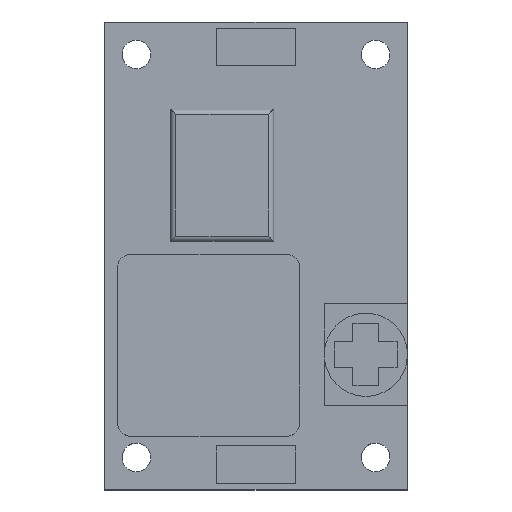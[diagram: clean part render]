
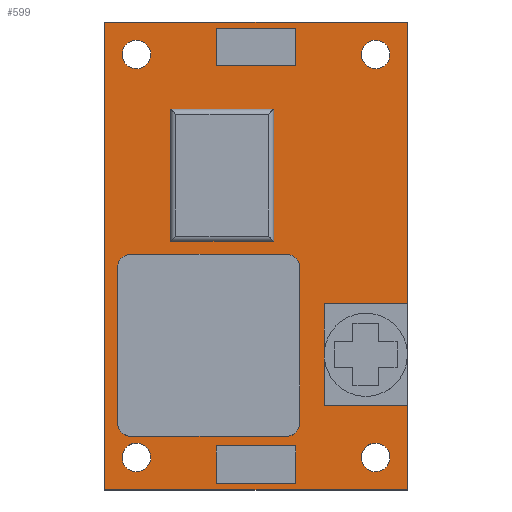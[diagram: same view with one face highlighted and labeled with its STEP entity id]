
A CAD part, top view. The second image highlights one B-rep face of the part: STEP entity #599.
In plain terms, the highlighted planar face has unit normal (0, 0, 1).
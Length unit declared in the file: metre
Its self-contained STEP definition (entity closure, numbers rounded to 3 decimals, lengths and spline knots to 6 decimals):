
#599 = ADVANCED_FACE( '', ( #1313, #1314, #1315, #1316, #1317 ), #1318, .T. );
#1313 = FACE_BOUND( '', #2175, .T. );
#1314 = FACE_BOUND( '', #2176, .T. );
#1315 = FACE_BOUND( '', #2177, .T. );
#1316 = FACE_OUTER_BOUND( '', #2178, .T. );
#1317 = FACE_BOUND( '', #2179, .T. );
#1318 = PLANE( '', #2180 );
#2175 = EDGE_LOOP( '', ( #4031 ) );
#2176 = EDGE_LOOP( '', ( #4032 ) );
#2177 = EDGE_LOOP( '', ( #4033 ) );
#2178 = EDGE_LOOP( '', ( #4034, #4035, #4036, #4037 ) );
#2179 = EDGE_LOOP( '', ( #4038 ) );
#2180 = AXIS2_PLACEMENT_3D( '', #4039, #4040, #4041 );
#4031 = ORIENTED_EDGE( '', *, *, #5665, .T. );
#4032 = ORIENTED_EDGE( '', *, *, #5821, .F. );
#4033 = ORIENTED_EDGE( '', *, *, #5216, .F. );
#4034 = ORIENTED_EDGE( '', *, *, #5822, .T. );
#4035 = ORIENTED_EDGE( '', *, *, #5221, .T. );
#4036 = ORIENTED_EDGE( '', *, *, #5450, .F. );
#4037 = ORIENTED_EDGE( '', *, *, #5630, .F. );
#4038 = ORIENTED_EDGE( '', *, *, #5072, .T. );
#4039 = CARTESIAN_POINT( '', ( 0., 0., 0.0016 ) );
#4040 = DIRECTION( '', ( 0., 0., 1. ) );
#4041 = DIRECTION( '', ( 1., 0., 0. ) );
#5072 = EDGE_CURVE( '', #6059, #6059, #6060, .T. );
#5216 = EDGE_CURVE( '', #6333, #6333, #6334, .T. );
#5221 = EDGE_CURVE( '', #6343, #6341, #6344, .T. );
#5450 = EDGE_CURVE( '', #6716, #6341, #6718, .T. );
#5630 = EDGE_CURVE( '', #7000, #6716, #7002, .T. );
#5665 = EDGE_CURVE( '', #7051, #7051, #7052, .T. );
#5821 = EDGE_CURVE( '', #7260, #7260, #7261, .T. );
#5822 = EDGE_CURVE( '', #7000, #6343, #7262, .T. );
#6059 = VERTEX_POINT( '', #7526 );
#6060 = CIRCLE( '', #7527, 0.00055 );
#6333 = VERTEX_POINT( '', #7959 );
#6334 = CIRCLE( '', #7960, 0.00055 );
#6341 = VERTEX_POINT( '', #7968 );
#6343 = VERTEX_POINT( '', #7971 );
#6344 = LINE( '', #7972, #7973 );
#6716 = VERTEX_POINT( '', #8532 );
#6718 = LINE( '', #8535, #8536 );
#7000 = VERTEX_POINT( '', #8992 );
#7002 = LINE( '', #8995, #8996 );
#7051 = VERTEX_POINT( '', #9071 );
#7052 = CIRCLE( '', #9072, 0.00055 );
#7260 = VERTEX_POINT( '', #9406 );
#7261 = CIRCLE( '', #9407, 0.00055 );
#7262 = LINE( '', #9408, #9409 );
#7526 = CARTESIAN_POINT( '', ( 0.005147, -0.007807, 0.0016 ) );
#7527 = AXIS2_PLACEMENT_3D( '', #9737, #9738, #9739 );
#7959 = CARTESIAN_POINT( '', ( -0.004053, 0.007807, 0.0016 ) );
#7960 = AXIS2_PLACEMENT_3D( '', #9846, #9847, #9848 );
#7968 = CARTESIAN_POINT( '', ( 0.005825, -0.009, 0.0016 ) );
#7971 = CARTESIAN_POINT( '', ( -0.005825, -0.009, 0.0016 ) );
#7972 = CARTESIAN_POINT( '', ( 0., -0.009, 0.0016 ) );
#7973 = VECTOR( '', #9854, 1. );
#8532 = CARTESIAN_POINT( '', ( 0.005825, 0.009, 0.0016 ) );
#8535 = CARTESIAN_POINT( '', ( 0.005825, 0.014787, 0.0016 ) );
#8536 = VECTOR( '', #10034, 1. );
#8992 = CARTESIAN_POINT( '', ( -0.005825, 0.009, 0.0016 ) );
#8995 = CARTESIAN_POINT( '', ( 0.009561, 0.009, 0.0016 ) );
#8996 = VECTOR( '', #10172, 1. );
#9071 = CARTESIAN_POINT( '', ( -0.004053, -0.007807, 0.0016 ) );
#9072 = AXIS2_PLACEMENT_3D( '', #10197, #10198, #10199 );
#9406 = CARTESIAN_POINT( '', ( 0.005147, 0.007807, 0.0016 ) );
#9407 = AXIS2_PLACEMENT_3D( '', #10295, #10296, #10297 );
#9408 = CARTESIAN_POINT( '', ( -0.005825, 0.014787, 0.0016 ) );
#9409 = VECTOR( '', #10298, 1. );
#9737 = CARTESIAN_POINT( '', ( 0.0046, -0.00775, 0.0016 ) );
#9738 = DIRECTION( '', ( 0., 0., -1. ) );
#9739 = DIRECTION( '', ( 0.995, -0.103, 0. ) );
#9846 = CARTESIAN_POINT( '', ( -0.0046, 0.00775, 0.0016 ) );
#9847 = DIRECTION( '', ( 0., 0., 1. ) );
#9848 = DIRECTION( '', ( 0.995, 0.103, 0. ) );
#9854 = DIRECTION( '', ( 1., 0., 0. ) );
#10034 = DIRECTION( '', ( 0., -1., 0. ) );
#10172 = DIRECTION( '', ( 1., 0., 0. ) );
#10197 = CARTESIAN_POINT( '', ( -0.0046, -0.00775, 0.0016 ) );
#10198 = DIRECTION( '', ( 0., 0., -1. ) );
#10199 = DIRECTION( '', ( 0.995, -0.103, 0. ) );
#10295 = CARTESIAN_POINT( '', ( 0.0046, 0.00775, 0.0016 ) );
#10296 = DIRECTION( '', ( 0., 0., 1. ) );
#10297 = DIRECTION( '', ( 0.995, 0.103, 0. ) );
#10298 = DIRECTION( '', ( 0., -1., 0. ) );
